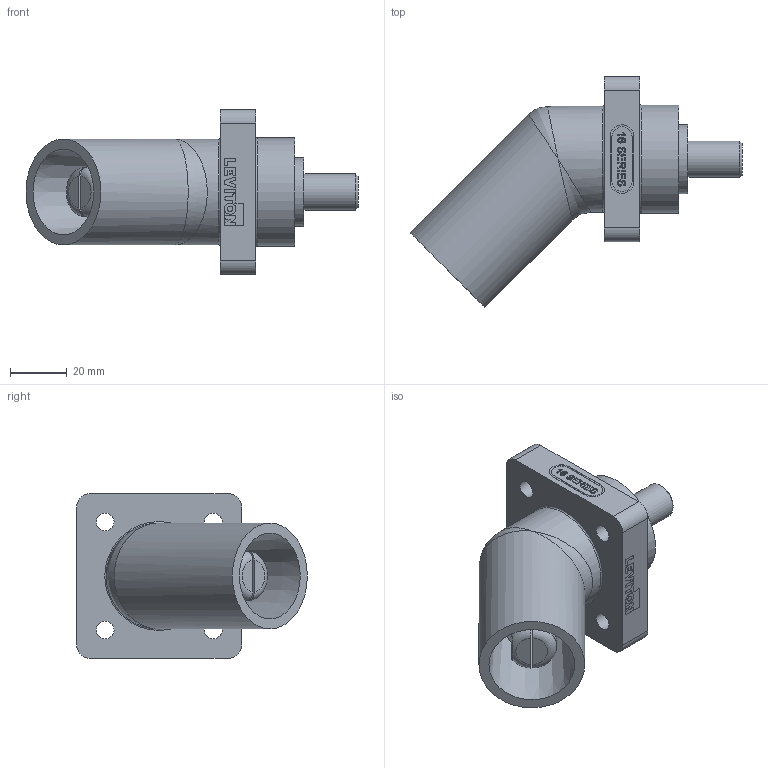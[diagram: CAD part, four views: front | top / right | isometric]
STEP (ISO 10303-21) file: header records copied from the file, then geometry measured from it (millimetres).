
FILE_DESCRIPTION (( 'STEP AP214' ), '1' );
FILE_NAME ('CATSTD-16R29-0UX-M01.STEP', '2022-08-02T12:16:20', ( '' ), ( '' ), 'SwSTEP 2.0', 'SolidWorks 2020', '' );
FILE_SCHEMA (( 'AUTOMOTIVE_DESIGN' ));
Length unit declared in the file: inch
Products named in the file (1): CATSTD-16R29-0UX-M01
Bounding box: 117.09 x 81.33 x 58.17 mm (x, y, z)
Volume: 118423.5 mm3; surface area: 31655.4 mm2
Topology: 2 solids, 3 shells, 533 faces, 1424 edges, 944 vertices
Faces by surface type: plane 283, cylinder 123, bspline 114, cone 8, torus 5
Full cylindrical faces by diameter (mm): 1.905 x2, 3.175 x3, 3.969 x2, 6.325 x4, 12.7 x6, 12.802 x1, 17.386 x1, 22.225 x2, 24.384 x1, 37.338 x2, 38.1 x1
Entity records: 32549 total; most frequent: CARTESIAN_POINT 13253, ORIENTED_EDGE 2732, DIRECTION 2175, EDGE_CURVE 1366, VERTEX_POINT 927, VECTOR 865, LINE 865, AXIS2_PLACEMENT_3D 655
